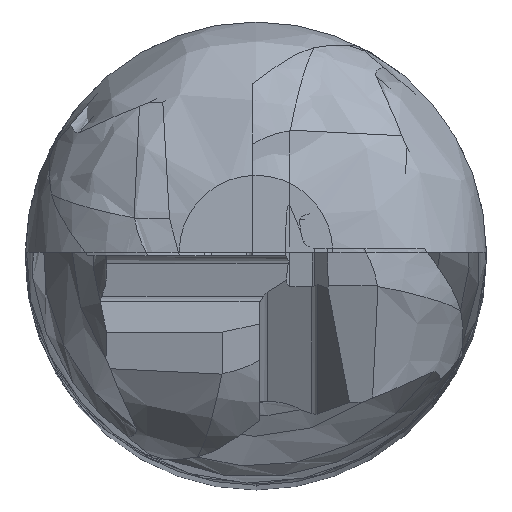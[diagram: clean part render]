
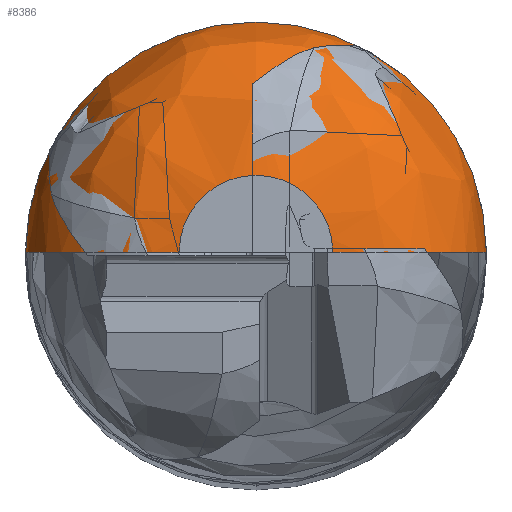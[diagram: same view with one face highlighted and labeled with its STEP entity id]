
A CAD part, top view. The second image highlights one B-rep face of the part: STEP entity #8386.
In plain terms, the highlighted free-form (B-spline) face has degree [3, 3] with [7, 4] control points.
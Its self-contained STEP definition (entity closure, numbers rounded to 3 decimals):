
#8284=CARTESIAN_POINT('',(0.,0.,55.));
#8285=DIRECTION('',(0.,0.,-1.));
#8286=DIRECTION('',(-1.,0.,0.));
#8287=AXIS2_PLACEMENT_3D('',#8284,#8285,#8286);
#8289=CARTESIAN_POINT('',(1.,0.,55.));
#8290=DIRECTION('',(0.,-1.,0.));
#8291=DIRECTION('',(1.,0.,0.));
#8292=AXIS2_PLACEMENT_3D('',#8289,#8290,#8291);
#8294=CARTESIAN_POINT('',(0.,0.,57.));
#8295=DIRECTION('',(0.,0.,1.));
#8296=DIRECTION('',(1.,0.,0.));
#8297=AXIS2_PLACEMENT_3D('',#8294,#8295,#8296);
#8299=CARTESIAN_POINT('',(-1.,0.,55.));
#8300=DIRECTION('',(0.,-1.,0.));
#8301=DIRECTION('',(0.,0.,1.));
#8302=AXIS2_PLACEMENT_3D('',#8299,#8300,#8301);
#8322=CARTESIAN_POINT('',(-1.,0.,57.));
#8323=CARTESIAN_POINT('',(1.,0.,57.));
#8324=VERTEX_POINT('',#8322);
#8325=VERTEX_POINT('',#8323);
#8327=CARTESIAN_POINT('',(-3.,0.,55.));
#8329=VERTEX_POINT('',#8327);
#8331=CARTESIAN_POINT('',(3.,0.,55.));
#8333=VERTEX_POINT('',#8331);
#8348=CARTESIAN_POINT('',(2.993,-0.188,
54.937));
#8349=CARTESIAN_POINT('',(3.032,-0.191,
56.167));
#8350=CARTESIAN_POINT('',(2.163,-0.136,
57.038));
#8351=CARTESIAN_POINT('',(0.935,-0.059,
56.999));
#8352=CARTESIAN_POINT('',(3.109,1.654,54.937));
#8353=CARTESIAN_POINT('',(3.149,1.675,56.167));
#8354=CARTESIAN_POINT('',(2.247,1.195,57.038));
#8355=CARTESIAN_POINT('',(0.972,0.517,
56.999));
#8356=CARTESIAN_POINT('',(1.846,2.999,54.937));
#8357=CARTESIAN_POINT('',(1.869,3.038,56.167));
#8358=CARTESIAN_POINT('',(1.334,2.167,57.038));
#8359=CARTESIAN_POINT('',(0.577,0.937,
56.999));
#8360=CARTESIAN_POINT('',(0.,2.999,54.937));
#8361=CARTESIAN_POINT('',(0.,3.038,56.167));
#8362=CARTESIAN_POINT('',(0.,2.167,57.038));
#8363=CARTESIAN_POINT('',(0.,0.937,56.999));
#8364=CARTESIAN_POINT('',(-1.846,2.999,54.937));
#8365=CARTESIAN_POINT('',(-1.869,3.038,56.167));
#8366=CARTESIAN_POINT('',(-1.334,2.167,57.038));
#8367=CARTESIAN_POINT('',(-0.577,0.937,
56.999));
#8368=CARTESIAN_POINT('',(-3.109,1.654,54.937));
#8369=CARTESIAN_POINT('',(-3.149,1.675,56.167));
#8370=CARTESIAN_POINT('',(-2.247,1.195,57.038));
#8371=CARTESIAN_POINT('',(-0.972,0.517,
56.999));
#8372=CARTESIAN_POINT('',(-2.993,-0.188,
54.937));
#8373=CARTESIAN_POINT('',(-3.032,-0.191,
56.167));
#8374=CARTESIAN_POINT('',(-2.163,-0.136,
57.038));
#8375=CARTESIAN_POINT('',(-0.935,-0.059,
56.999));
#8376=(BOUNDED_SURFACE()B_SPLINE_SURFACE(3,3,((#8348,#8349,#8350,#8351),(#8352,
#8353,#8354,#8355),(#8356,#8357,#8358,#8359),(#8360,#8361,#8362,#8363),(#8364,
#8365,#8366,#8367),(#8368,#8369,#8370,#8371),(#8372,#8373,#8374,#8375)),
.UNSPECIFIED.,.F.,.F.,.F.)B_SPLINE_SURFACE_WITH_KNOTS((4,3,4),(4,4),(0.,1.,
2.),(0.,1.),.UNSPECIFIED.)GEOMETRIC_REPRESENTATION_ITEM()RATIONAL_B_SPLINE_SURFACE(((1.41,1.113,1.113,1.41),(
1.113,0.879,0.879,1.113),(
1.113,0.879,0.879,1.113),(
1.41,1.113,1.113,1.41),(
1.113,0.879,0.879,1.113),(
1.113,0.879,0.879,1.113),(
1.41,1.113,1.113,1.41)))REPRESENTATION_ITEM('')SURFACE());
#8378=ORIENTED_EDGE('',*,*,#8377,.T.);
#8380=ORIENTED_EDGE('',*,*,#8379,.T.);
#8381=ORIENTED_EDGE('',*,*,#8343,.T.);
#8383=ORIENTED_EDGE('',*,*,#8382,.T.);
#8384=EDGE_LOOP('',(#8378,#8380,#8381,#8383));
#8385=FACE_OUTER_BOUND('',#8384,.F.);
#8288=CIRCLE('',#8287,3.);
#8293=CIRCLE('',#8292,2.);
#8298=CIRCLE('',#8297,1.);
#8303=CIRCLE('',#8302,2.);
#8343=EDGE_CURVE('',#8325,#8324,#8298,.T.);
#8377=EDGE_CURVE('',#8329,#8333,#8288,.T.);
#8379=EDGE_CURVE('',#8333,#8325,#8293,.T.);
#8382=EDGE_CURVE('',#8324,#8329,#8303,.T.);
#8386=ADVANCED_FACE('',(#8385),#8376,.T.);
